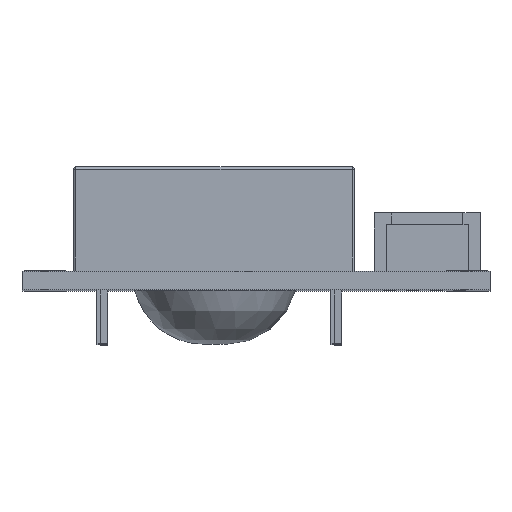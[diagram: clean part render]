
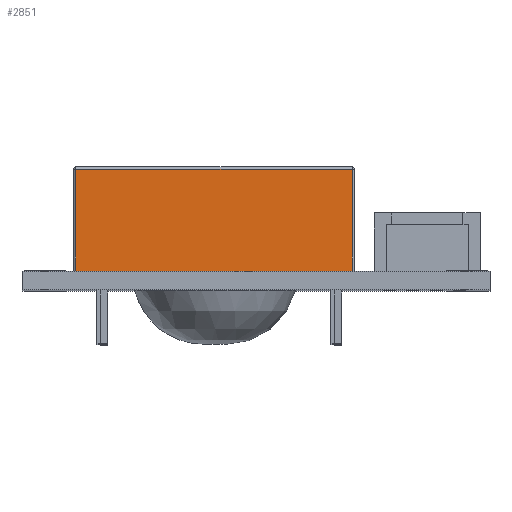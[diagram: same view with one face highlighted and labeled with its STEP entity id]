
A CAD part, top view. The second image highlights one B-rep face of the part: STEP entity #2851.
In plain terms, the highlighted planar face has unit normal (0, 0, 1).
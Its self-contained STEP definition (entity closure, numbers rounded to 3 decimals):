
#143=PLANE('',#3108);
#343=LINE('',#4454,#632);
#350=LINE('',#4484,#639);
#354=LINE('',#4490,#643);
#383=LINE('',#4616,#672);
#632=VECTOR('',#3582,10.);
#639=VECTOR('',#3615,10.);
#643=VECTOR('',#3623,10.);
#672=VECTOR('',#3750,10.);
#891=FACE_OUTER_BOUND('',#1059,.T.);
#1059=EDGE_LOOP('',(#2428,#2429,#2430,#2431));
#1364=VERTEX_POINT('',#4447);
#1366=VERTEX_POINT('',#4452);
#1372=VERTEX_POINT('',#4473);
#1375=VERTEX_POINT('',#4480);
#1696=EDGE_CURVE('',#1366,#1364,#343,.T.);
#1711=EDGE_CURVE('',#1372,#1375,#350,.T.);
#1715=EDGE_CURVE('',#1364,#1372,#354,.T.);
#1776=EDGE_CURVE('',#1375,#1366,#383,.T.);
#2428=ORIENTED_EDGE('',*,*,#1696,.F.);
#2429=ORIENTED_EDGE('',*,*,#1776,.F.);
#2430=ORIENTED_EDGE('',*,*,#1711,.F.);
#2431=ORIENTED_EDGE('',*,*,#1715,.F.);
#2851=ADVANCED_FACE('',(#891),#143,.T.);
#3108=AXIS2_PLACEMENT_3D('',#4652,#3792,#3793);
#3582=DIRECTION('',(0.,1.,0.));
#3615=DIRECTION('',(0.,-1.,0.));
#3623=DIRECTION('',(1.,0.,0.));
#3750=DIRECTION('',(-1.,0.,0.));
#3792=DIRECTION('center_axis',(0.,0.,1.));
#3793=DIRECTION('ref_axis',(1.,0.,0.));
#4447=CARTESIAN_POINT('',(-15.39,10.3,37.6));
#4452=CARTESIAN_POINT('',(-15.39,1.6,37.6));
#4454=CARTESIAN_POINT('',(-15.39,1.6,37.6));
#4473=CARTESIAN_POINT('',(8.21,10.3,37.6));
#4480=CARTESIAN_POINT('',(8.21,1.6,37.6));
#4484=CARTESIAN_POINT('',(8.21,1.6,37.6));
#4490=CARTESIAN_POINT('',(-9.59,10.3,37.6));
#4616=CARTESIAN_POINT('',(-7.795,1.6,37.6));
#4652=CARTESIAN_POINT('Origin',(-15.59,1.6,37.6));
